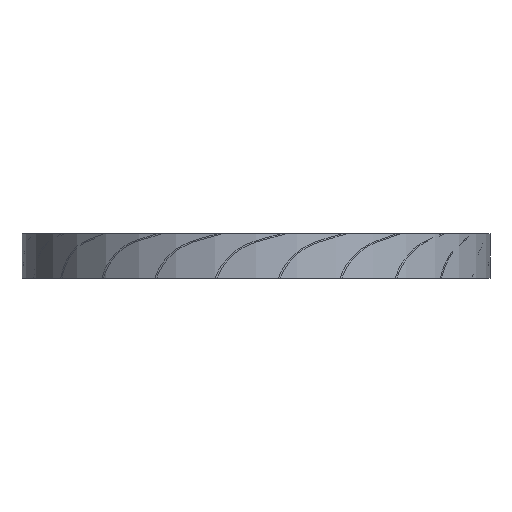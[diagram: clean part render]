
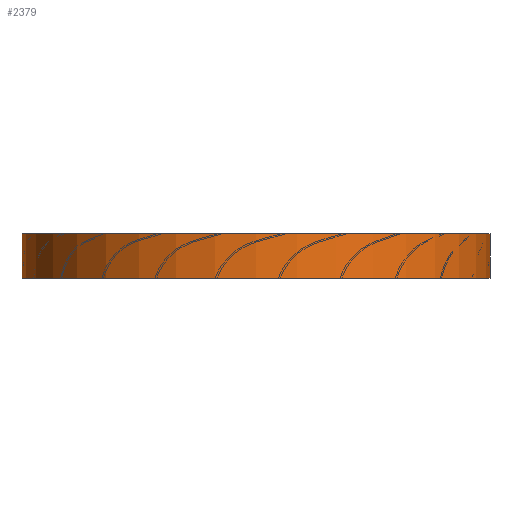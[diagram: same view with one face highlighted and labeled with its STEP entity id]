
A CAD part, front view. The second image highlights one B-rep face of the part: STEP entity #2379.
In plain terms, the highlighted cylindrical face has radius 250.5 mm (diameter 501 mm), a full revolution.
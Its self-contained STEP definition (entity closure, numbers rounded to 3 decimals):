
#90=LINE('',#16780,#100);
#100=VECTOR('',#2951,250.);
#165=CIRCLE('',#2525,250.5);
#212=CIRCLE('',#2596,250.5);
#268=CYLINDRICAL_SURFACE('',#2597,250.5);
#363=FACE_OUTER_BOUND('',#554,.T.);
#554=EDGE_LOOP('',(#2091,#2092,#2093,#2094));
#1032=VERTEX_POINT('',#15458);
#1079=VERTEX_POINT('',#16546);
#1326=EDGE_CURVE('',#1032,#1032,#165,.F.);
#1420=EDGE_CURVE('',#1079,#1079,#212,.T.);
#1454=EDGE_CURVE('',#1032,#1079,#90,.T.);
#2091=ORIENTED_EDGE('',*,*,#1326,.T.);
#2092=ORIENTED_EDGE('',*,*,#1454,.T.);
#2093=ORIENTED_EDGE('',*,*,#1420,.T.);
#2094=ORIENTED_EDGE('',*,*,#1454,.F.);
#2379=ADVANCED_FACE('',(#363),#268,.T.);
#2525=AXIS2_PLACEMENT_3D('',#15459,#2805,#2806);
#2596=AXIS2_PLACEMENT_3D('',#16547,#2947,#2948);
#2597=AXIS2_PLACEMENT_3D('',#16779,#2949,#2950);
#2805=DIRECTION('center_axis',(0.,0.,1.));
#2806=DIRECTION('ref_axis',(1.,0.,0.));
#2947=DIRECTION('center_axis',(0.,0.,1.));
#2948=DIRECTION('ref_axis',(1.,0.,0.));
#2949=DIRECTION('center_axis',(0.,0.,-1.));
#2950=DIRECTION('ref_axis',(1.,0.,0.));
#2951=DIRECTION('',(0.,0.,-1.));
#15458=CARTESIAN_POINT('',(-250.5,0.,-2.318));
#15459=CARTESIAN_POINT('Origin',(0.,0.,-2.318));
#16546=CARTESIAN_POINT('',(-250.5,0.,-49.681));
#16547=CARTESIAN_POINT('Origin',(0.,0.,-49.681));
#16779=CARTESIAN_POINT('Origin',(0.,0.,17.444));
#16780=CARTESIAN_POINT('',(-250.5,0.,17.444));
